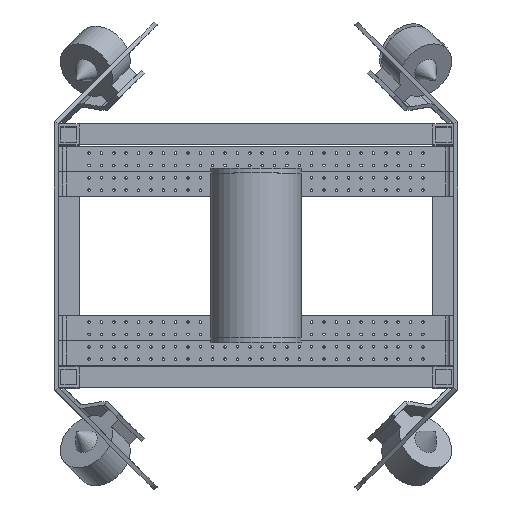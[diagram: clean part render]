
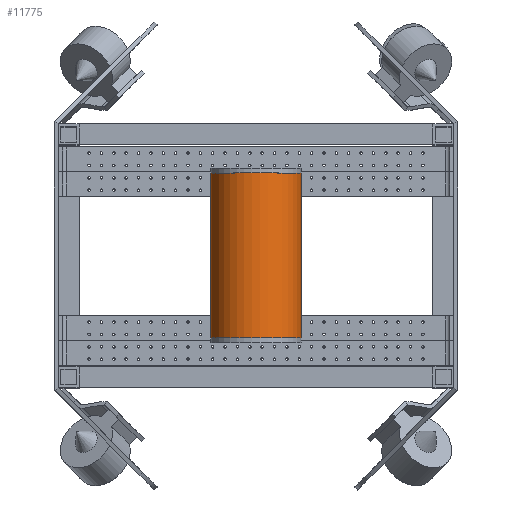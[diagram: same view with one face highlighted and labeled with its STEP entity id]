
A CAD part, top view. The second image highlights one B-rep face of the part: STEP entity #11775.
In plain terms, the highlighted cylindrical face has radius 55 mm (diameter 110 mm), a full revolution.
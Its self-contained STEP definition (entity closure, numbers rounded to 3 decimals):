
#1273=FACE_OUTER_BOUND('',#2015,.T.);
#2015=EDGE_LOOP('',(#9150,#9151,#9152,#9153));
#3264=LINE('',#18600,#4025);
#4025=VECTOR('',#15013,55.);
#4709=CIRCLE('',#12737,55.);
#4710=CIRCLE('',#12738,55.);
#5683=VERTEX_POINT('',#18597);
#5684=VERTEX_POINT('',#18599);
#6952=EDGE_CURVE('',#5683,#5683,#4709,.T.);
#6953=EDGE_CURVE('',#5683,#5684,#3264,.T.);
#6954=EDGE_CURVE('',#5684,#5684,#4710,.T.);
#9150=ORIENTED_EDGE('',*,*,#6952,.F.);
#9151=ORIENTED_EDGE('',*,*,#6953,.T.);
#9152=ORIENTED_EDGE('',*,*,#6954,.T.);
#9153=ORIENTED_EDGE('',*,*,#6953,.F.);
#11279=CYLINDRICAL_SURFACE('',#12736,55.);
#11775=ADVANCED_FACE('',(#1273),#11279,.T.);
#12736=AXIS2_PLACEMENT_3D('',#18596,#15009,#15010);
#12737=AXIS2_PLACEMENT_3D('',#18598,#15011,#15012);
#12738=AXIS2_PLACEMENT_3D('',#18601,#15014,#15015);
#15009=DIRECTION('center_axis',(0.,0.,1.));
#15010=DIRECTION('ref_axis',(1.,0.,0.));
#15011=DIRECTION('center_axis',(0.,0.,1.));
#15012=DIRECTION('ref_axis',(1.,0.,0.));
#15013=DIRECTION('',(0.,0.,-1.));
#15014=DIRECTION('center_axis',(0.,0.,1.));
#15015=DIRECTION('ref_axis',(1.,0.,0.));
#18596=CARTESIAN_POINT('Origin',(0.,0.,0.));
#18597=CARTESIAN_POINT('',(-55.,0.,200.));
#18598=CARTESIAN_POINT('Origin',(0.,0.,200.));
#18599=CARTESIAN_POINT('',(-55.,0.,0.));
#18600=CARTESIAN_POINT('',(-55.,0.,0.));
#18601=CARTESIAN_POINT('Origin',(0.,0.,0.));
